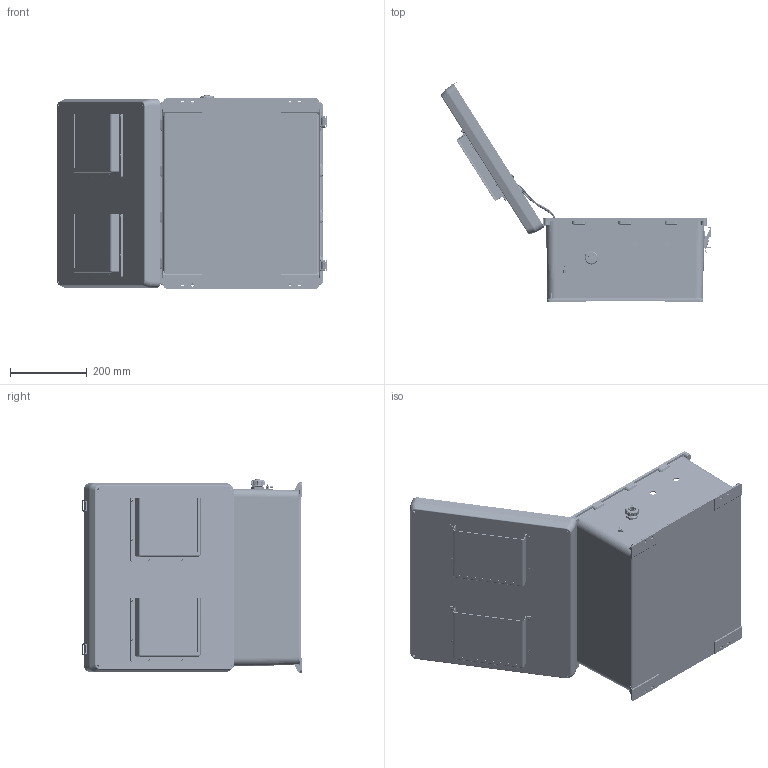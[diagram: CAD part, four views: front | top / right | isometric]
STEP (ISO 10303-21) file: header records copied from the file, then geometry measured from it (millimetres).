
FILE_DESCRIPTION (( 'STEP AP214' ), '1' );
FILE_NAME ('NBB181608-10F.STEP', '2015-09-29T17:46:55', ( 'L-Com' ), ( 'L-Com Global Connectivity' ), 'SwSTEP 2.0', 'SolidWorks 2014', '' );
FILE_SCHEMA (( 'AUTOMOTIVE_DESIGN' ));
Length unit declared in the file: inch
Products named in the file (37): XFS-0066_90272A147; XCT-0011; XFN-0022; XFS-0017; X-ASSY-HYP285-1; XF797-02; XERZ-V20D241; XFN-0013; X-PCB-HYP285; 10-32 NEMA PLATE SCREW; XFW-0004; XCTB-0002; XMH-0010; XMH-0007; XFR-0005; XF685-01; FanWires-18; NB181608-DoorClasp-2; XMH-0019; NB181608-DoorClasp-1; Fan Screen-120x120 ALUM; NBB181608-Lid-Vented; XFN-0002; NB181608-Hinge; XM220-01B; NBB181608-Box; NEMA 18 GroundWire; XFS-0026; NBB181608-10F; XFW-0002; XCT-0005; XFS-0031; XC-0003; XFS-0024_90184A168; XFN-0003; XMH-0025; XCT-0010
Assembly tree (88 placements, depth 3):
  NBB181608-10F
    NBB181608-Box
    NB181608-Hinge  x2
    NBB181608-Lid-Vented
    NB181608-DoorClasp-1  x2
    NB181608-DoorClasp-2  x2
    XF685-01
    XMH-0007  x4
    XCTB-0002
    10-32 NEMA PLATE SCREW  x4
    XFN-0013  x2
    XF797-02
    XFS-0017  x7
    XCT-0011
    XCT-0010
    XFN-0003  x2
    XC-0003
    XCT-0005
    XFW-0002
    XFS-0026
    NEMA 18 GroundWire
    XM220-01B  x2
    XFN-0002  x8
    Fan Screen-120x120 ALUM  x2
    XMH-0019  x2
    FanWires-18
    XFR-0005  x12
    XMH-0010  x2
    XFW-0004  x2
    X-ASSY-HYP285-1
      X-PCB-HYP285
      XERZ-V20D241  x3
    XFN-0022  x2
    XFS-0066_90272A147  x2
    XMH-0025
    XFS-0024_90184A168  x8
    XFS-0031  x2
Bounding box: 703.32 x 571.16 x 502.84 mm (x, y, z)
Volume: 4130953 mm3; surface area: 2589199.1 mm2
Topology: 96 solids, 97 shells, 10421 faces, 27878 edges, 17752 vertices
Faces by surface type: cylinder 4920, plane 2614, cone 1397, bspline 904, torus 533, sphere 53
Entity records: 220867 total; most frequent: CARTESIAN_POINT 76142, ORIENTED_EDGE 26226, DIRECTION 24653, EDGE_CURVE 13113, AXIS2_PLACEMENT_3D 9278, VERTEX_POINT 8319, VECTOR 6097, LINE 6097
